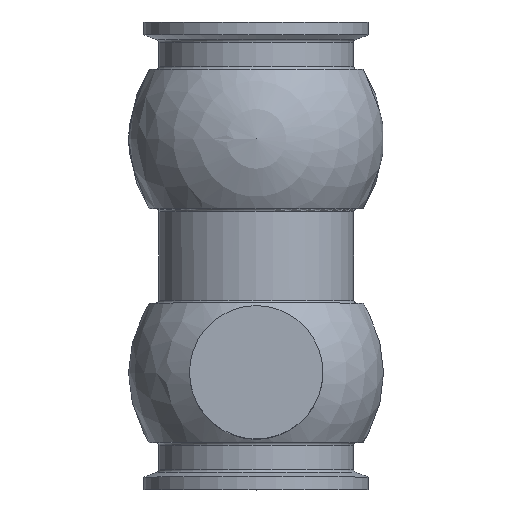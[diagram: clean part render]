
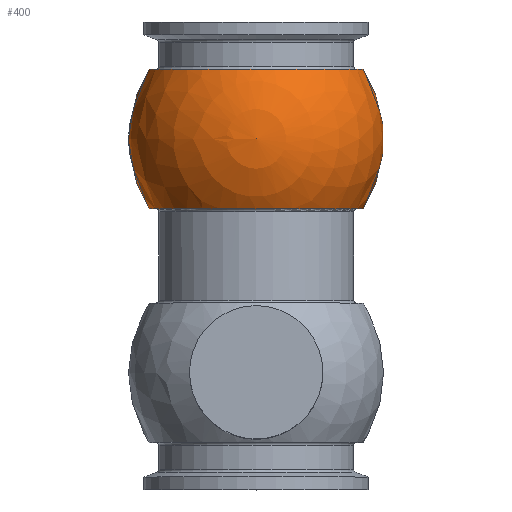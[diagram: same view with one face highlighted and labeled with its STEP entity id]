
A CAD part, top view. The second image highlights one B-rep face of the part: STEP entity #400.
In plain terms, the highlighted spherical face has radius 36.5 mm.
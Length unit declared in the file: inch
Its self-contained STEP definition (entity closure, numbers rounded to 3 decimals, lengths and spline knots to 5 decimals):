
#56=FACE_BOUND('',#90,.T.);
#57=FACE_BOUND('',#91,.T.);
#64=FACE_OUTER_BOUND('',#89,.T.);
#89=EDGE_LOOP('',(#278,#279,#280,#281));
#90=EDGE_LOOP('',(#282));
#91=EDGE_LOOP('',(#283));
#122=CIRCLE('',#446,0.75);
#123=CIRCLE('',#447,0.75);
#124=CIRCLE('',#448,1.437);
#125=CIRCLE('',#449,1.20364);
#126=CIRCLE('',#450,1.20429);
#173=VERTEX_POINT('',#686);
#174=VERTEX_POINT('',#687);
#175=VERTEX_POINT('',#690);
#176=VERTEX_POINT('',#692);
#177=VERTEX_POINT('',#694);
#218=EDGE_CURVE('',#173,#174,#122,.F.);
#219=EDGE_CURVE('',#174,#173,#123,.F.);
#220=EDGE_CURVE('',#174,#175,#124,.T.);
#221=EDGE_CURVE('',#176,#176,#125,.T.);
#222=EDGE_CURVE('',#177,#177,#126,.T.);
#278=ORIENTED_EDGE('',*,*,#218,.F.);
#279=ORIENTED_EDGE('',*,*,#219,.F.);
#280=ORIENTED_EDGE('',*,*,#220,.T.);
#281=ORIENTED_EDGE('',*,*,#220,.F.);
#282=ORIENTED_EDGE('',*,*,#221,.T.);
#283=ORIENTED_EDGE('',*,*,#222,.F.);
#398=SPHERICAL_SURFACE('',#445,1.437);
#400=ADVANCED_FACE('',(#64,#56,#57),#398,.T.);
#445=AXIS2_PLACEMENT_3D('',#685,#523,#524);
#446=AXIS2_PLACEMENT_3D('',#688,#525,#526);
#447=AXIS2_PLACEMENT_3D('',#689,#527,#528);
#448=AXIS2_PLACEMENT_3D('',#691,#529,#530);
#449=AXIS2_PLACEMENT_3D('',#693,#531,#532);
#450=AXIS2_PLACEMENT_3D('',#695,#533,#534);
#523=DIRECTION('center_axis',(0.,0.,-1.));
#524=DIRECTION('ref_axis',(1.,0.,0.));
#525=DIRECTION('center_axis',(0.,0.,1.));
#526=DIRECTION('ref_axis',(-1.,0.,0.));
#527=DIRECTION('center_axis',(0.,0.,1.));
#528=DIRECTION('ref_axis',(-1.,0.,0.));
#529=DIRECTION('center_axis',(0.,1.,0.));
#530=DIRECTION('ref_axis',(-1.,0.,0.));
#531=DIRECTION('center_axis',(0.,1.,0.));
#532=DIRECTION('ref_axis',(-1.,0.,0.));
#533=DIRECTION('center_axis',(0.,1.,0.));
#534=DIRECTION('ref_axis',(-1.,0.,0.));
#685=CARTESIAN_POINT('Origin',(0.,-1.315,0.));
#686=CARTESIAN_POINT('',(0.75,-1.315,-1.22575));
#687=CARTESIAN_POINT('',(-0.75,-1.315,-1.22575));
#688=CARTESIAN_POINT('Origin',(0.,-1.315,-1.22575));
#689=CARTESIAN_POINT('Origin',(0.,-1.315,-1.22575));
#690=CARTESIAN_POINT('',(0.,-1.315,1.437));
#691=CARTESIAN_POINT('Origin',(0.,-1.315,0.));
#692=CARTESIAN_POINT('',(-0.00209,-2.1,1.20364));
#693=CARTESIAN_POINT('Origin',(0.,-2.1,0.));
#694=CARTESIAN_POINT('',(1.20429,-0.531,0.));
#695=CARTESIAN_POINT('Origin',(0.,-0.531,0.));
